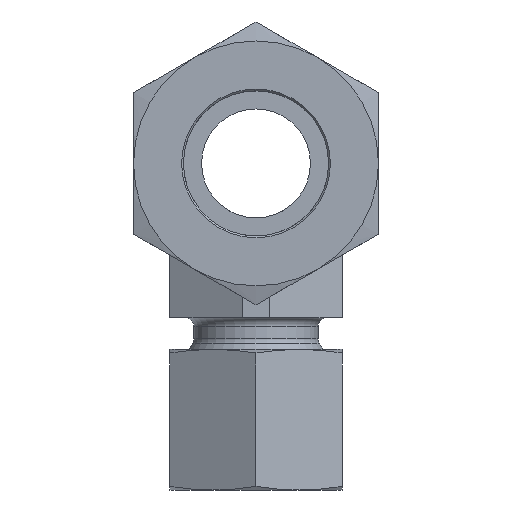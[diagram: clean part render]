
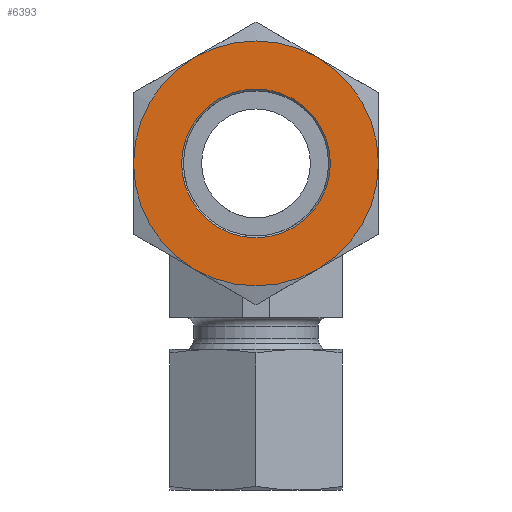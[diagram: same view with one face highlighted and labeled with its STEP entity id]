
A CAD part, front view. The second image highlights one B-rep face of the part: STEP entity #6393.
In plain terms, the highlighted face is planar.
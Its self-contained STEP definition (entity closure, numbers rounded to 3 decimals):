
#6154=CARTESIAN_POINT('',(13.5,0.,18.0));
#6155=VERTEX_POINT('',#6154);
#6208=CARTESIAN_POINT('',(6.75,11.691,18.0));
#6209=VERTEX_POINT('',#6208);
#6255=CARTESIAN_POINT('',(-6.75,11.691,18.0));
#6256=VERTEX_POINT('',#6255);
#6303=CARTESIAN_POINT('',(8.2,0.,18.0));
#6304=VERTEX_POINT('',#6303);
#6305=CARTESIAN_POINT('',(0.0,0.0,18.0));
#6306=DIRECTION('',(0.0,0.0,1.0));
#6307=DIRECTION('',(-1.0,0.0,0.0));
#6308=AXIS2_PLACEMENT_3D('',#6305,#6306,#6307);
#6309=CIRCLE('',#6308,8.2);
#6310=EDGE_CURVE('',#6304,#6304,#6309,.T.);
#6335=CARTESIAN_POINT('',(0.,0.0,18.0));
#6336=DIRECTION('',(0.0,0.0,1.0));
#6337=DIRECTION('',(1.0,0.0,0.0));
#6338=AXIS2_PLACEMENT_3D('',#6335,#6336,#6337);
#6339=PLANE('',#6338);
#6340=CARTESIAN_POINT('',(-6.75,-11.691,18.0));
#6341=VERTEX_POINT('',#6340);
#6342=CARTESIAN_POINT('',(6.75,-11.691,18.0));
#6343=VERTEX_POINT('',#6342);
#6344=CARTESIAN_POINT('',(0.0,0.0,18.0));
#6345=DIRECTION('',(0.0,0.0,1.0));
#6346=DIRECTION('',(-0.5,-0.866,0.0));
#6347=AXIS2_PLACEMENT_3D('',#6344,#6345,#6346);
#6348=CIRCLE('',#6347,13.5);
#6349=EDGE_CURVE('',#6341,#6343,#6348,.T.);
#6350=ORIENTED_EDGE('',*,*,#6349,.T.);
#6351=CARTESIAN_POINT('',(0.0,0.0,18.0));
#6352=DIRECTION('',(0.0,0.0,1.0));
#6353=DIRECTION('',(-0.5,-0.866,0.0));
#6354=AXIS2_PLACEMENT_3D('',#6351,#6352,#6353);
#6355=CIRCLE('',#6354,13.5);
#6356=EDGE_CURVE('',#6343,#6155,#6355,.T.);
#6357=ORIENTED_EDGE('',*,*,#6356,.T.);
#6358=CARTESIAN_POINT('',(0.0,0.0,18.0));
#6359=DIRECTION('',(0.0,0.0,1.0));
#6360=DIRECTION('',(-0.5,-0.866,0.0));
#6361=AXIS2_PLACEMENT_3D('',#6358,#6359,#6360);
#6362=CIRCLE('',#6361,13.5);
#6363=EDGE_CURVE('',#6155,#6209,#6362,.T.);
#6364=ORIENTED_EDGE('',*,*,#6363,.T.);
#6365=CARTESIAN_POINT('',(0.0,0.0,18.0));
#6366=DIRECTION('',(0.0,0.0,1.0));
#6367=DIRECTION('',(-0.5,-0.866,0.0));
#6368=AXIS2_PLACEMENT_3D('',#6365,#6366,#6367);
#6369=CIRCLE('',#6368,13.5);
#6370=EDGE_CURVE('',#6209,#6256,#6369,.T.);
#6371=ORIENTED_EDGE('',*,*,#6370,.T.);
#6372=CARTESIAN_POINT('',(-13.5,0.0,18.0));
#6373=VERTEX_POINT('',#6372);
#6374=CARTESIAN_POINT('',(0.0,0.0,18.0));
#6375=DIRECTION('',(0.0,0.0,1.0));
#6376=DIRECTION('',(-0.5,-0.866,0.0));
#6377=AXIS2_PLACEMENT_3D('',#6374,#6375,#6376);
#6378=CIRCLE('',#6377,13.5);
#6379=EDGE_CURVE('',#6256,#6373,#6378,.T.);
#6380=ORIENTED_EDGE('',*,*,#6379,.T.);
#6381=CARTESIAN_POINT('',(0.0,0.0,18.0));
#6382=DIRECTION('',(0.0,0.0,1.0));
#6383=DIRECTION('',(-0.5,-0.866,0.0));
#6384=AXIS2_PLACEMENT_3D('',#6381,#6382,#6383);
#6385=CIRCLE('',#6384,13.5);
#6386=EDGE_CURVE('',#6373,#6341,#6385,.T.);
#6387=ORIENTED_EDGE('',*,*,#6386,.T.);
#6388=EDGE_LOOP('',(#6350,#6357,#6364,#6371,#6380,#6387));
#6389=FACE_OUTER_BOUND('',#6388,.T.);
#6390=ORIENTED_EDGE('',*,*,#6310,.F.);
#6391=EDGE_LOOP('',(#6390));
#6392=FACE_BOUND('',#6391,.T.);
#6393=ADVANCED_FACE('',(#6389,#6392),#6339,.T.);
